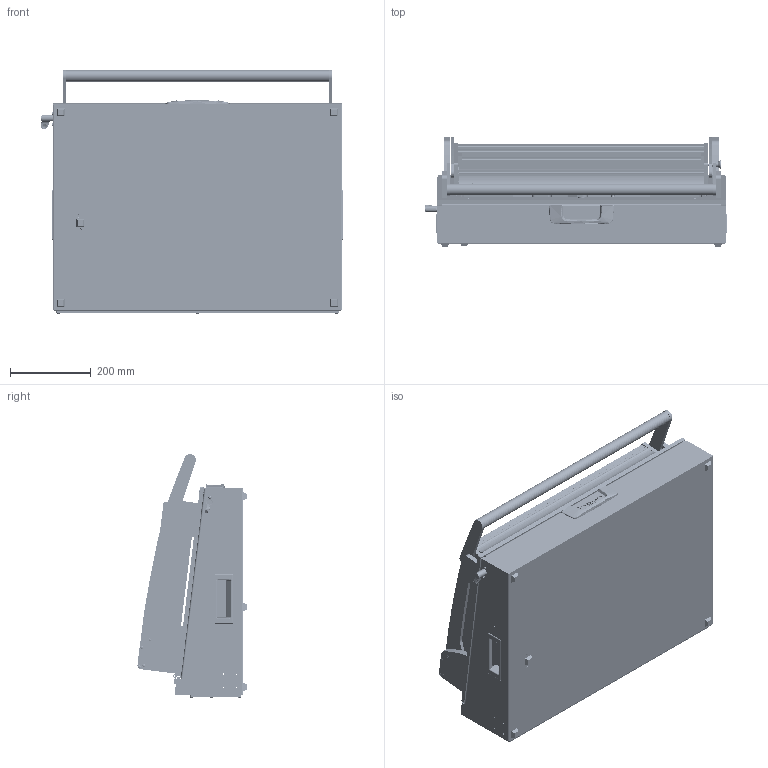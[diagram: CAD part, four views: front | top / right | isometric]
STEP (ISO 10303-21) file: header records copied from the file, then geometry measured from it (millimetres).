
FILE_DESCRIPTION (( 'STEP AP203' ), '1' );
FILE_NAME ('INGUN_43960.STEP', '2023-07-17T13:21:04', ( '' ), ( '' ), 'SwSTEP 2.0', 'SolidWorks 2021', '' );
FILE_SCHEMA (( 'CONFIG_CONTROL_DESIGN' ));
Length unit declared in the file: millimetre
Products named in the file (106): 32462~0_S; 109979~0_KUNDE<S>; 111995~2_S; 40328~0_S; ISO7380~n_M04,0x008; ISO7380~n_M04,0x020; 53828~0_KUNDE<S>; 37971~8_S; 31109~0; 3521~0_Spring Pin ISO 8752 - 3 x 16 - St; 37967~1; 35097~0; 40335~0_S; 30112~0; 57801~2_S; 109990~0_KUNDE<S>; 43880~5_KUNDE<S>; 40327~1; 43766~4; 114905~0_S; 43495~0_S; 43493~2_KUNDE<S>; 110705~2_S; DIN912~n_M04,0x016; DIN7991~n_M05,0x020; 30955~0_S; K_02038~0; 109128~0_S; 20902~0; DIN985-A2~n_M05,0; 37758~3_KUNDE<S>; 53031~0_S; DIN7991~n_M05,0x025; 32171~0_S; 38564~0; 34326~9; 32587~6_S; 109974~0_KUNDE<S>; 37756~4_KUNDE<S>; 40324~2_S ...
Assembly tree (215 placements, depth 6):
  INGUN_43960
    114905~0_S
      34326~9
      30758~0_S  x2
        30758_01~0_S
        30758_02~0_S
        38564~0
      20902~0
      21332~0_MA 2112<Standard>
        21332_02~0
        21332_01~0
      2720~0  x5
      53032~0_S
      32171~0_S
      32462~0_S
      29805~4_geschlossen<S>
        110322~4_S
        110705~2_S
        30984~0_S
        110231~1_S
        110443~0_S
        30112~0
        ISO7380~n_M05,0x030
        ISO7380~n_M04,0x008  x2
        DIN914~n_M04,0x05
      35334~0_S
      DIN7991~n_M05,0x012  x2
      DIN985-A2~n_M05,0  x3
      8804~0
      DIN7991~n_M05,0x016
      DIN125~n_05,3 M05,0 Fase  x2
    43880~5_KUNDE<S>
      109985~1_S
        43766~4
        40324~2_S
        37971~8_S
        37972~6_S
        2281~0_180ø<Standard>  x3
          2281~0
        40333~2_S
        53031~0_S
        35649~1_S
        35651~1_S
        31253~0_S
        30955~0_S
        30915~0
        ASR~asr_拱04,2x07x拌8  x2
        2528~0  x2
        31109~0
        114566~0_S  x2
          112087~1_S
            111995~2_S
            112086~2_S
            DIN125~n_05,3 M05,0 Fase
          49317~0
          DIN912~n_M04,0x016
          DIN125~n_04,3 M04,0
          DIN125~n_06,4 M06,0 Fase
        40325~1_S
        40326~1_S
Bounding box: 747.5 x 269.75 x 603.06 mm (x, y, z)
Volume: 7097830.2 mm3; surface area: 3937356 mm2
Topology: 216 solids, 216 shells, 5642 faces, 14211 edges, 9063 vertices
Faces by surface type: cylinder 2366, plane 2173, cone 703, bspline 223, torus 93, sphere 84
Entity records: 129495 total; most frequent: CARTESIAN_POINT 29605, DIRECTION 18664, ORIENTED_EDGE 17354, EDGE_CURVE 8677, AXIS2_PLACEMENT_3D 7009, VERTEX_POINT 5596, LINE 4646, VECTOR 4646
